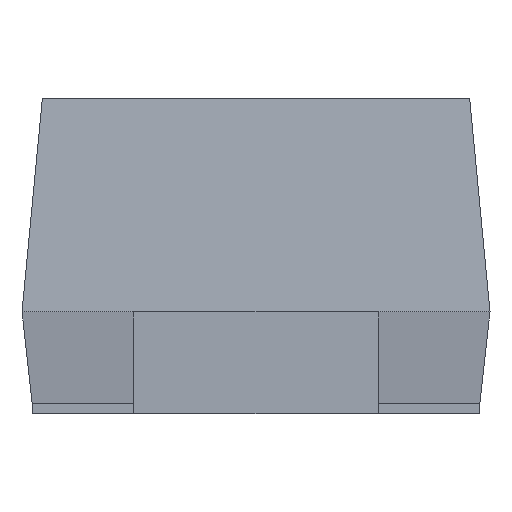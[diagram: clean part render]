
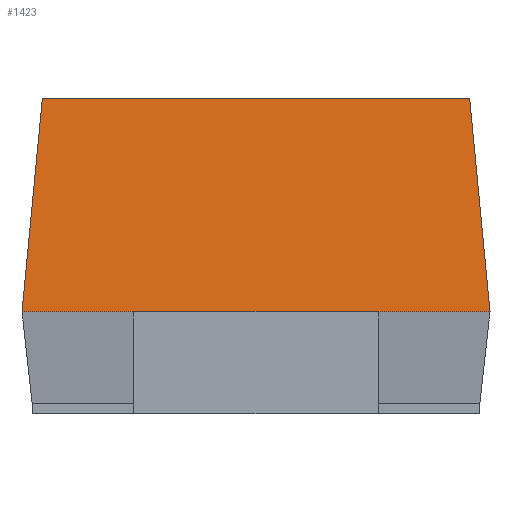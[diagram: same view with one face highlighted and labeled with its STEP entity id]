
A CAD part, left-side view. The second image highlights one B-rep face of the part: STEP entity #1423.
In plain terms, the highlighted planar face has unit normal (-0.996, 0, 0.095).
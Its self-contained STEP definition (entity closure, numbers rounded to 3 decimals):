
#1150=CARTESIAN_POINT('',(-3.6,-2.1,3.1));
#1151=VERTEX_POINT('',#1150);
#1152=CARTESIAN_POINT('',(-3.6,2.1,3.1));
#1153=VERTEX_POINT('',#1152);
#1154=CARTESIAN_POINT('',(-3.6,-2.1,3.1));
#1155=DIRECTION('',(0.0,1.0,0.0));
#1156=VECTOR('',#1155,4.2);
#1157=LINE('',#1154,#1156);
#1158=EDGE_CURVE('',#1151,#1153,#1157,.T.);
#1348=CARTESIAN_POINT('',(-3.8,2.3,1.0));
#1349=VERTEX_POINT('',#1348);
#1350=CARTESIAN_POINT('',(-3.8,2.3,1.0));
#1351=DIRECTION('',(0.094,-0.094,0.991));
#1352=VECTOR('',#1351,2.119);
#1353=LINE('',#1350,#1352);
#1354=EDGE_CURVE('',#1349,#1153,#1353,.T.);
#1400=CARTESIAN_POINT('',(-3.7,-1.15,2.05));
#1401=DIRECTION('',(-0.995,0.,0.095));
#1402=DIRECTION('',(0.095,0.0,0.995));
#1403=AXIS2_PLACEMENT_3D('',#1400,#1401,#1402);
#1404=PLANE('',#1403);
#1405=ORIENTED_EDGE('',*,*,#1158,.T.);
#1406=ORIENTED_EDGE('',*,*,#1354,.F.);
#1407=CARTESIAN_POINT('',(-3.8,-2.3,1.0));
#1408=VERTEX_POINT('',#1407);
#1409=CARTESIAN_POINT('',(-3.8,2.3,1.0));
#1410=DIRECTION('',(0.0,-1.0,0.0));
#1411=VECTOR('',#1410,4.6);
#1412=LINE('',#1409,#1411);
#1413=EDGE_CURVE('',#1349,#1408,#1412,.T.);
#1414=ORIENTED_EDGE('',*,*,#1413,.T.);
#1415=CARTESIAN_POINT('',(-3.8,-2.3,1.0));
#1416=DIRECTION('',(0.094,0.094,0.991));
#1417=VECTOR('',#1416,2.119);
#1418=LINE('',#1415,#1417);
#1419=EDGE_CURVE('',#1408,#1151,#1418,.T.);
#1420=ORIENTED_EDGE('',*,*,#1419,.T.);
#1421=EDGE_LOOP('',(#1405,#1406,#1414,#1420));
#1422=FACE_OUTER_BOUND('',#1421,.T.);
#1423=ADVANCED_FACE('',(#1422),#1404,.T.);
